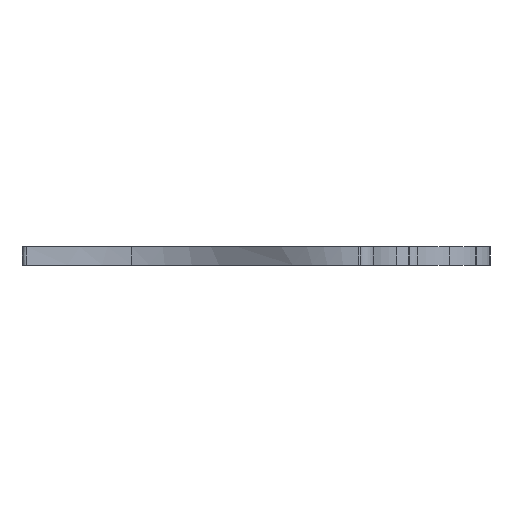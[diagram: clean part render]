
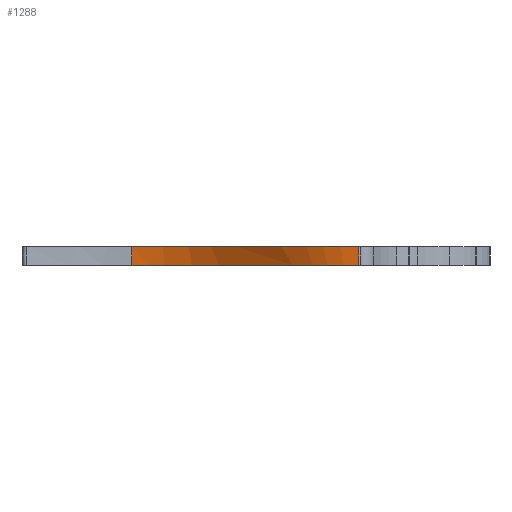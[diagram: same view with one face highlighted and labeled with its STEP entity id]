
A CAD part, left-side view. The second image highlights one B-rep face of the part: STEP entity #1288.
In plain terms, the highlighted free-form (B-spline) face has degree [4, 1] with [5, 2] control points.
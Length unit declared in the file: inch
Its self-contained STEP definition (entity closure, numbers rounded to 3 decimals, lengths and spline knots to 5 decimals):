
#505=FACE_OUTER_BOUND('',#558,.T.);
#558=EDGE_LOOP('',(#955,#956,#957,#958));
#636=B_SPLINE_CURVE_WITH_KNOTS('',3,(#2116,#2117,#2118,#2119,#2120,#2121),
 .UNSPECIFIED.,.F.,.F.,(4,2,4),(-2.54,-1.27,0.),.UNSPECIFIED.);
#637=B_SPLINE_CURVE_WITH_KNOTS('',4,(#2123,#2124,#2125,#2126,#2127),
 .UNSPECIFIED.,.F.,.F.,(5,5),(-0.76571,-0.13999),
 .UNSPECIFIED.);
#638=B_SPLINE_CURVE_WITH_KNOTS('',3,(#2129,#2130,#2131,#2132),
 .UNSPECIFIED.,.F.,.F.,(4,4),(-2.54,0.),.UNSPECIFIED.);
#639=B_SPLINE_CURVE_WITH_KNOTS('',4,(#2133,#2134,#2135,#2136,#2137),
 .UNSPECIFIED.,.F.,.F.,(5,5),(0.13999,0.76571),
 .UNSPECIFIED.);
#680=VERTEX_POINT('',#2114);
#681=VERTEX_POINT('',#2115);
#682=VERTEX_POINT('',#2122);
#683=VERTEX_POINT('',#2128);
#792=EDGE_CURVE('',#680,#681,#636,.T.);
#793=EDGE_CURVE('',#682,#680,#637,.T.);
#794=EDGE_CURVE('',#683,#682,#638,.T.);
#795=EDGE_CURVE('',#681,#683,#639,.T.);
#955=ORIENTED_EDGE('',*,*,#792,.F.);
#956=ORIENTED_EDGE('',*,*,#793,.F.);
#957=ORIENTED_EDGE('',*,*,#794,.F.);
#958=ORIENTED_EDGE('',*,*,#795,.F.);
#1275=B_SPLINE_SURFACE_WITH_KNOTS('',4,1,((#2104,#2105),(#2106,#2107),(#2108,
#2109),(#2110,#2111),(#2112,#2113)),.UNSPECIFIED.,.F.,.F.,.F.,(5,5),(2,
2),(0.,1.),(-1.27,1.27),.UNSPECIFIED.);
#1288=ADVANCED_FACE('',(#505),#1275,.T.);
#2104=CARTESIAN_POINT('Ctrl Pts',(-3.35182,15.64498,-0.5));
#2105=CARTESIAN_POINT('Ctrl Pts',(-3.35182,15.64498,0.5));
#2106=CARTESIAN_POINT('Ctrl Pts',(-0.04958,2.24348,
-0.5));
#2107=CARTESIAN_POINT('Ctrl Pts',(-0.04958,2.24348,
0.5));
#2108=CARTESIAN_POINT('Ctrl Pts',(-8.57911,4.29064,-0.5));
#2109=CARTESIAN_POINT('Ctrl Pts',(-8.57911,4.29064,0.5));
#2110=CARTESIAN_POINT('Ctrl Pts',(-11.125,-3.,-0.5));
#2111=CARTESIAN_POINT('Ctrl Pts',(-11.125,-3.,0.5));
#2112=CARTESIAN_POINT('Ctrl Pts',(-7.08599,-7.05611,-0.5));
#2113=CARTESIAN_POINT('Ctrl Pts',(-7.08599,-7.05611,0.5));
#2114=CARTESIAN_POINT('',(-2.70501,9.69969,-0.5));
#2115=CARTESIAN_POINT('',(-2.70501,9.69969,0.5));
#2116=CARTESIAN_POINT('Ctrl Pts',(-2.70501,9.69969,-0.5));
#2117=CARTESIAN_POINT('Ctrl Pts',(-2.70501,9.69969,-0.33333));
#2118=CARTESIAN_POINT('Ctrl Pts',(-2.70501,9.69969,-0.16667));
#2119=CARTESIAN_POINT('Ctrl Pts',(-2.70501,9.69969,0.16667));
#2120=CARTESIAN_POINT('Ctrl Pts',(-2.70501,9.69969,0.33333));
#2121=CARTESIAN_POINT('Ctrl Pts',(-2.70501,9.69969,0.5));
#2122=CARTESIAN_POINT('',(-8.78524,-2.72374,-0.5));
#2123=CARTESIAN_POINT('Ctrl Pts',(-8.78524,-2.72374,-0.5));
#2124=CARTESIAN_POINT('Ctrl Pts',(-8.61695,0.24198,-0.5));
#2125=CARTESIAN_POINT('Ctrl Pts',(-6.35076,2.97045,-0.5));
#2126=CARTESIAN_POINT('Ctrl Pts',(-3.12204,4.52596,-0.5));
#2127=CARTESIAN_POINT('Ctrl Pts',(-2.70501,9.69969,-0.5));
#2128=CARTESIAN_POINT('',(-8.78524,-2.72374,0.5));
#2129=CARTESIAN_POINT('Ctrl Pts',(-8.78524,-2.72374,0.5));
#2130=CARTESIAN_POINT('Ctrl Pts',(-8.78524,-2.72374,0.16667));
#2131=CARTESIAN_POINT('Ctrl Pts',(-8.78524,-2.72374,-0.16667));
#2132=CARTESIAN_POINT('Ctrl Pts',(-8.78524,-2.72374,-0.5));
#2133=CARTESIAN_POINT('Ctrl Pts',(-2.70501,9.69969,0.5));
#2134=CARTESIAN_POINT('Ctrl Pts',(-3.12204,4.52596,0.5));
#2135=CARTESIAN_POINT('Ctrl Pts',(-6.35076,2.97045,0.5));
#2136=CARTESIAN_POINT('Ctrl Pts',(-8.61695,0.24198,0.5));
#2137=CARTESIAN_POINT('Ctrl Pts',(-8.78524,-2.72374,0.5));
